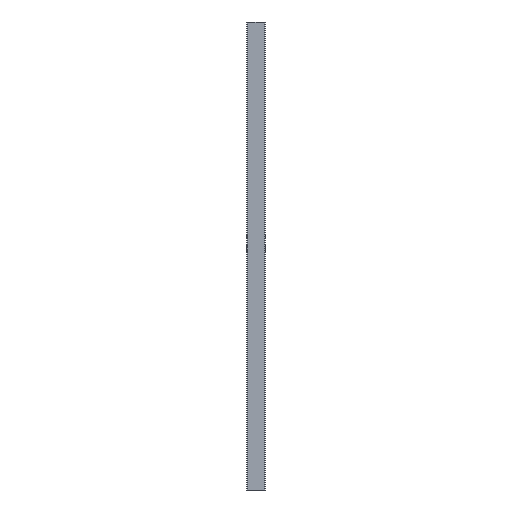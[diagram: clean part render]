
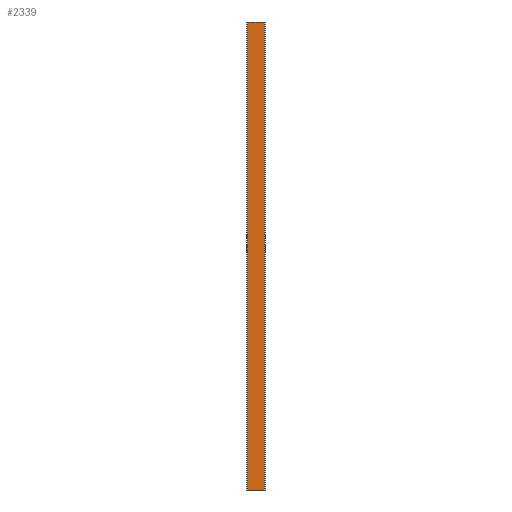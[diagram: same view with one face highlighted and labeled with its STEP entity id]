
A CAD part, left-side view. The second image highlights one B-rep face of the part: STEP entity #2339.
In plain terms, the highlighted planar face has unit normal (-1, 0, 0).
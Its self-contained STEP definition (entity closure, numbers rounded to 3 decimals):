
#18 = EDGE_CURVE ( 'NONE', #3696, #3699, #3256, .T. ) ;
#19 = EDGE_CURVE ( 'NONE', #3685, #3693, #3258, .T. ) ;
#207 = EDGE_CURVE ( 'NONE', #3696, #3685, #1950, .T. ) ;
#818 = EDGE_LOOP ( 'NONE', ( #3142, #3143, #3144, #3145 ) ) ;
#1950 = LINE ( 'NONE', #4234, #1952 ) ;
#1952 = VECTOR ( 'NONE', #4235, 1000. ) ;
#2012 = CARTESIAN_POINT ( 'NONE',  ( 961.774, 521.375, 1000. ) ) ;
#2018 = PLANE ( 'NONE',  #4269 ) ;
#2021 = DIRECTION ( 'NONE',  ( 1., 0., 0. ) ) ;
#2022 = DIRECTION ( 'NONE',  ( 0., 1., 0. ) ) ;
#2339 = ADVANCED_FACE ( 'NONE', ( #3986 ), #2018, .F. ) ;
#2526 = LINE ( 'NONE', #2863, #2528 ) ;
#2528 = VECTOR ( 'NONE', #2864, 1000. ) ;
#2863 = CARTESIAN_POINT ( 'NONE',  ( 961.774, 521.375, 0. ) ) ;
#2864 = DIRECTION ( 'NONE',  ( 0., -1., 0. ) ) ;
#3030 = DIRECTION ( 'NONE',  ( 0., 0., -1. ) ) ;
#3032 = DIRECTION ( 'NONE',  ( 0., 0., -1. ) ) ;
#3035 = CARTESIAN_POINT ( 'NONE',  ( 961.774, 485.375, 1000. ) ) ;
#3037 = CARTESIAN_POINT ( 'NONE',  ( 961.774, 521.375, 1000. ) ) ;
#3142 = ORIENTED_EDGE ( 'NONE', *, *, #4585, .T. ) ;
#3143 = ORIENTED_EDGE ( 'NONE', *, *, #19, .F. ) ;
#3144 = ORIENTED_EDGE ( 'NONE', *, *, #207, .F. ) ;
#3145 = ORIENTED_EDGE ( 'NONE', *, *, #18, .T. ) ;
#3256 = LINE ( 'NONE', #3037, #3261 ) ;
#3258 = LINE ( 'NONE', #3035, #3263 ) ;
#3261 = VECTOR ( 'NONE', #3032, 1000. ) ;
#3263 = VECTOR ( 'NONE', #3030, 1000. ) ;
#3685 = VERTEX_POINT ( 'NONE', #4425 ) ;
#3693 = VERTEX_POINT ( 'NONE', #4433 ) ;
#3696 = VERTEX_POINT ( 'NONE', #4436 ) ;
#3699 = VERTEX_POINT ( 'NONE', #4439 ) ;
#3986 = FACE_OUTER_BOUND ( 'NONE', #818, .T. ) ;
#4234 = CARTESIAN_POINT ( 'NONE',  ( 961.774, 521.375, 1000. ) ) ;
#4235 = DIRECTION ( 'NONE',  ( 0., -1., 0. ) ) ;
#4269 = AXIS2_PLACEMENT_3D ( 'NONE', #2012, #2021, #2022 ) ;
#4425 = CARTESIAN_POINT ( 'NONE',  ( 961.774, 485.375, 1000. ) ) ;
#4433 = CARTESIAN_POINT ( 'NONE',  ( 961.774, 485.375, 0. ) ) ;
#4436 = CARTESIAN_POINT ( 'NONE',  ( 961.774, 521.375, 1000. ) ) ;
#4439 = CARTESIAN_POINT ( 'NONE',  ( 961.774, 521.375, 0. ) ) ;
#4585 = EDGE_CURVE ( 'NONE', #3699, #3693, #2526, .T. ) ;
